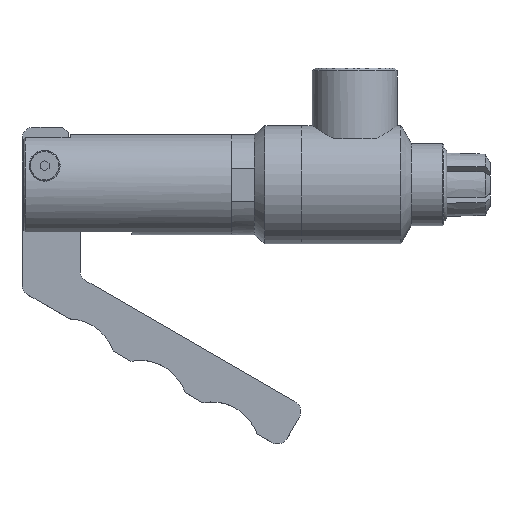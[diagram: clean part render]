
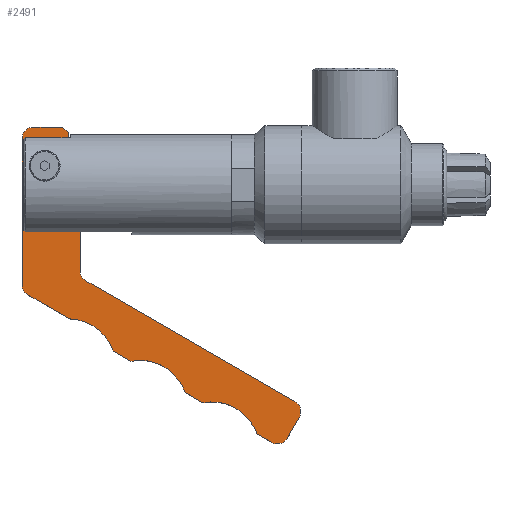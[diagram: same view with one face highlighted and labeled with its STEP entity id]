
A CAD part, top view. The second image highlights one B-rep face of the part: STEP entity #2491.
In plain terms, the highlighted planar face has unit normal (0, 0, 1).
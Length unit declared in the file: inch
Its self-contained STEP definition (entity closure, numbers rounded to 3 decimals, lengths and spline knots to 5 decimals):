
#103=FACE_BOUND('',#373,.T.);
#132=PLANE('',#2675);
#227=FACE_OUTER_BOUND('',#372,.T.);
#372=EDGE_LOOP('',(#1778,#1779,#1780,#1781,#1782,#1783,#1784,#1785,#1786,
#1787,#1788,#1789,#1790,#1791,#1792,#1793,#1794,#1795,#1796,#1797));
#373=EDGE_LOOP('',(#1798));
#525=LINE('',#3759,#709);
#528=LINE('',#3767,#712);
#531=LINE('',#3775,#715);
#534=LINE('',#3783,#718);
#537=LINE('',#3791,#721);
#540=LINE('',#3799,#724);
#543=LINE('',#3807,#727);
#546=LINE('',#3815,#730);
#548=LINE('',#3819,#732);
#550=LINE('',#3823,#734);
#552=LINE('',#3827,#736);
#554=LINE('',#3830,#738);
#709=VECTOR('',#2976,0.3937);
#712=VECTOR('',#2985,0.3937);
#715=VECTOR('',#2994,0.3937);
#718=VECTOR('',#3003,0.3937);
#721=VECTOR('',#3012,0.3937);
#724=VECTOR('',#3021,0.3937);
#727=VECTOR('',#3030,0.3937);
#730=VECTOR('',#3039,0.3937);
#732=VECTOR('',#3043,0.3937);
#734=VECTOR('',#3047,0.3937);
#736=VECTOR('',#3051,0.3937);
#738=VECTOR('',#3055,0.3937);
#879=CIRCLE('',#2637,0.098);
#888=CIRCLE('',#2648,0.125);
#889=CIRCLE('',#2651,0.125);
#890=CIRCLE('',#2654,0.125);
#891=CIRCLE('',#2657,0.5);
#892=CIRCLE('',#2660,0.5);
#893=CIRCLE('',#2663,0.5);
#894=CIRCLE('',#2666,0.125);
#895=CIRCLE('',#2669,0.125);
#1029=VERTEX_POINT('',#3707);
#1050=VERTEX_POINT('',#3752);
#1051=VERTEX_POINT('',#3753);
#1052=VERTEX_POINT('',#3758);
#1053=VERTEX_POINT('',#3762);
#1054=VERTEX_POINT('',#3766);
#1055=VERTEX_POINT('',#3770);
#1056=VERTEX_POINT('',#3774);
#1057=VERTEX_POINT('',#3778);
#1058=VERTEX_POINT('',#3782);
#1059=VERTEX_POINT('',#3786);
#1060=VERTEX_POINT('',#3790);
#1061=VERTEX_POINT('',#3794);
#1062=VERTEX_POINT('',#3798);
#1063=VERTEX_POINT('',#3802);
#1064=VERTEX_POINT('',#3806);
#1065=VERTEX_POINT('',#3810);
#1066=VERTEX_POINT('',#3814);
#1067=VERTEX_POINT('',#3818);
#1068=VERTEX_POINT('',#3822);
#1069=VERTEX_POINT('',#3826);
#1290=EDGE_CURVE('',#1029,#1029,#879,.T.);
#1311=EDGE_CURVE('',#1050,#1051,#888,.T.);
#1314=EDGE_CURVE('',#1051,#1052,#525,.T.);
#1316=EDGE_CURVE('',#1052,#1053,#889,.T.);
#1318=EDGE_CURVE('',#1053,#1054,#528,.T.);
#1320=EDGE_CURVE('',#1054,#1055,#890,.T.);
#1322=EDGE_CURVE('',#1055,#1056,#531,.T.);
#1324=EDGE_CURVE('',#1056,#1057,#891,.T.);
#1326=EDGE_CURVE('',#1057,#1058,#534,.T.);
#1328=EDGE_CURVE('',#1058,#1059,#892,.T.);
#1330=EDGE_CURVE('',#1059,#1060,#537,.T.);
#1332=EDGE_CURVE('',#1060,#1061,#893,.T.);
#1334=EDGE_CURVE('',#1061,#1062,#540,.T.);
#1336=EDGE_CURVE('',#1062,#1063,#894,.T.);
#1338=EDGE_CURVE('',#1063,#1064,#543,.T.);
#1340=EDGE_CURVE('',#1064,#1065,#895,.T.);
#1342=EDGE_CURVE('',#1065,#1066,#546,.T.);
#1344=EDGE_CURVE('',#1066,#1067,#548,.T.);
#1346=EDGE_CURVE('',#1067,#1068,#550,.T.);
#1348=EDGE_CURVE('',#1068,#1069,#552,.T.);
#1350=EDGE_CURVE('',#1069,#1050,#554,.T.);
#1778=ORIENTED_EDGE('',*,*,#1311,.F.);
#1779=ORIENTED_EDGE('',*,*,#1350,.F.);
#1780=ORIENTED_EDGE('',*,*,#1348,.F.);
#1781=ORIENTED_EDGE('',*,*,#1346,.F.);
#1782=ORIENTED_EDGE('',*,*,#1344,.F.);
#1783=ORIENTED_EDGE('',*,*,#1342,.F.);
#1784=ORIENTED_EDGE('',*,*,#1340,.F.);
#1785=ORIENTED_EDGE('',*,*,#1338,.F.);
#1786=ORIENTED_EDGE('',*,*,#1336,.F.);
#1787=ORIENTED_EDGE('',*,*,#1334,.F.);
#1788=ORIENTED_EDGE('',*,*,#1332,.F.);
#1789=ORIENTED_EDGE('',*,*,#1330,.F.);
#1790=ORIENTED_EDGE('',*,*,#1328,.F.);
#1791=ORIENTED_EDGE('',*,*,#1326,.F.);
#1792=ORIENTED_EDGE('',*,*,#1324,.F.);
#1793=ORIENTED_EDGE('',*,*,#1322,.F.);
#1794=ORIENTED_EDGE('',*,*,#1320,.F.);
#1795=ORIENTED_EDGE('',*,*,#1318,.F.);
#1796=ORIENTED_EDGE('',*,*,#1316,.F.);
#1797=ORIENTED_EDGE('',*,*,#1314,.F.);
#1798=ORIENTED_EDGE('',*,*,#1290,.T.);
#2491=ADVANCED_FACE('',(#227,#103),#132,.T.);
#2637=AXIS2_PLACEMENT_3D('',#3709,#2936,#2937);
#2648=AXIS2_PLACEMENT_3D('',#3754,#2970,#2971);
#2651=AXIS2_PLACEMENT_3D('',#3763,#2980,#2981);
#2654=AXIS2_PLACEMENT_3D('',#3771,#2989,#2990);
#2657=AXIS2_PLACEMENT_3D('',#3779,#2998,#2999);
#2660=AXIS2_PLACEMENT_3D('',#3787,#3007,#3008);
#2663=AXIS2_PLACEMENT_3D('',#3795,#3016,#3017);
#2666=AXIS2_PLACEMENT_3D('',#3803,#3025,#3026);
#2669=AXIS2_PLACEMENT_3D('',#3811,#3034,#3035);
#2675=AXIS2_PLACEMENT_3D('',#3831,#3056,#3057);
#2936=DIRECTION('center_axis',(0.,0.,-1.));
#2937=DIRECTION('ref_axis',(-1.,0.,0.));
#2970=DIRECTION('center_axis',(0.,0.,1.));
#2971=DIRECTION('ref_axis',(-1.,0.,0.));
#2976=DIRECTION('',(0.866,-0.5,0.));
#2980=DIRECTION('center_axis',(0.,0.,-1.));
#2981=DIRECTION('ref_axis',(-0.866,0.5,0.));
#2985=DIRECTION('',(-0.5,-0.866,0.));
#2989=DIRECTION('center_axis',(0.,0.,-1.));
#2990=DIRECTION('ref_axis',(0.5,0.866,0.));
#2994=DIRECTION('',(-0.866,0.5,0.));
#2998=DIRECTION('center_axis',(0.,0.,1.));
#2999=DIRECTION('ref_axis',(0.948,0.319,0.));
#3003=DIRECTION('',(-0.866,0.5,0.));
#3007=DIRECTION('center_axis',(0.,0.,1.));
#3008=DIRECTION('ref_axis',(0.948,0.319,0.));
#3012=DIRECTION('',(-0.866,0.5,0.));
#3016=DIRECTION('center_axis',(0.,0.,1.));
#3017=DIRECTION('ref_axis',(0.948,0.319,0.));
#3021=DIRECTION('',(-0.866,0.5,0.));
#3025=DIRECTION('center_axis',(0.,0.,-1.));
#3026=DIRECTION('ref_axis',(1.,0.,0.));
#3030=DIRECTION('',(0.,1.,0.));
#3034=DIRECTION('center_axis',(0.,0.,-1.));
#3035=DIRECTION('ref_axis',(0.,-1.,0.));
#3039=DIRECTION('',(1.,0.,0.));
#3043=DIRECTION('',(0.707,-0.707,0.));
#3047=DIRECTION('',(0.,-1.,0.));
#3051=DIRECTION('',(0.707,-0.707,0.));
#3055=DIRECTION('',(0.,-1.,0.));
#3056=DIRECTION('center_axis',(0.,0.,1.));
#3057=DIRECTION('ref_axis',(1.,0.,0.));
#3707=CARTESIAN_POINT('',(0.318,0.2,0.161));
#3709=CARTESIAN_POINT('Origin',(0.22,0.2,0.161));
#3752=CARTESIAN_POINT('',(0.595,-0.91,0.161));
#3753=CARTESIAN_POINT('',(0.6575,-1.01825,0.161));
#3754=CARTESIAN_POINT('Origin',(0.72,-0.91,0.161));
#3758=CARTESIAN_POINT('',(2.86945,-2.29532,0.161));
#3759=CARTESIAN_POINT('',(0.6575,-1.01825,0.161));
#3762=CARTESIAN_POINT('',(2.9152,-2.46608,0.161));
#3763=CARTESIAN_POINT('Origin',(2.80695,-2.40358,0.161));
#3766=CARTESIAN_POINT('',(2.7902,-2.68258,0.161));
#3767=CARTESIAN_POINT('',(2.9152,-2.46608,0.161));
#3770=CARTESIAN_POINT('',(2.61945,-2.72834,0.161));
#3771=CARTESIAN_POINT('Origin',(2.68195,-2.62008,0.161));
#3774=CARTESIAN_POINT('',(2.46852,-2.6412,0.161));
#3775=CARTESIAN_POINT('',(2.61945,-2.72834,0.161));
#3778=CARTESIAN_POINT('',(1.8957,-2.31048,0.161));
#3779=CARTESIAN_POINT('Origin',(1.99461,-2.8006,0.161));
#3782=CARTESIAN_POINT('',(1.70642,-2.2012,0.161));
#3783=CARTESIAN_POINT('',(1.8957,-2.31048,0.161));
#3786=CARTESIAN_POINT('',(1.13359,-1.87048,0.161));
#3787=CARTESIAN_POINT('Origin',(1.23251,-2.3606,0.161));
#3790=CARTESIAN_POINT('',(0.94431,-1.7612,0.161));
#3791=CARTESIAN_POINT('',(1.13359,-1.87048,0.161));
#3794=CARTESIAN_POINT('',(0.48363,-1.42077,0.161));
#3795=CARTESIAN_POINT('Origin',(0.4704,-1.9206,0.161));
#3798=CARTESIAN_POINT('',(0.0425,-1.16608,0.161));
#3799=CARTESIAN_POINT('',(0.48363,-1.42077,0.161));
#3802=CARTESIAN_POINT('',(-0.02,-1.05783,0.161));
#3803=CARTESIAN_POINT('Origin',(0.105,-1.05783,0.161));
#3806=CARTESIAN_POINT('',(-0.02,0.485,0.161));
#3807=CARTESIAN_POINT('',(-0.02,-1.05783,0.161));
#3810=CARTESIAN_POINT('',(0.105,0.61,0.161));
#3811=CARTESIAN_POINT('Origin',(0.105,0.485,0.161));
#3814=CARTESIAN_POINT('',(0.41,0.61,0.161));
#3815=CARTESIAN_POINT('',(0.105,0.61,0.161));
#3818=CARTESIAN_POINT('',(0.47,0.55,0.161));
#3819=CARTESIAN_POINT('',(0.41,0.61,0.161));
#3822=CARTESIAN_POINT('',(0.47,-0.163,0.161));
#3823=CARTESIAN_POINT('',(0.47,0.55,0.161));
#3826=CARTESIAN_POINT('',(0.595,-0.288,0.161));
#3827=CARTESIAN_POINT('',(0.47,-0.163,0.161));
#3830=CARTESIAN_POINT('',(0.595,-0.288,0.161));
#3831=CARTESIAN_POINT('Origin',(1.12914,-1.23096,0.161));
